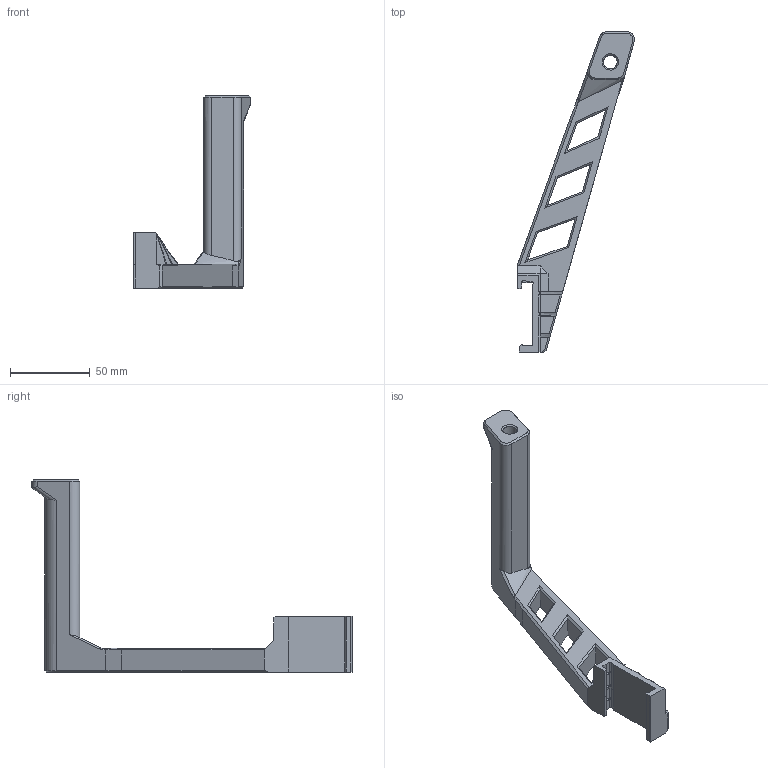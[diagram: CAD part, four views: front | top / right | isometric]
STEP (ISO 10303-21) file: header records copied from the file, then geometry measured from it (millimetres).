
FILE_DESCRIPTION(/* description */ (''),/* implementation_level */ '2;1');
FILE_NAME(/* name */ 'spool_holder.step',/* time_stamp */ '2025-07-28T12:40:07+02:00',/* author */ (''),/* organization */ (''),/* preprocessor_version */ 'ST-DEVELOPER v20.1',/* originating_system */ 'Autodesk Translation Framework v14.10.0.0',/* authorisation */ '');
FILE_SCHEMA (('AUTOMOTIVE_DESIGN { 1 0 10303 214 3 1 1 }'));
Length unit declared in the file: millimetre
Products named in the file (1): MK4_SpoolHolder_M2
Bounding box: 73.36 x 200.94 x 120.6 mm (x, y, z)
Volume: 107651.4 mm3; surface area: 34538.8 mm2
Topology: 1 solids, 3 shells, 218 faces, 565 edges, 356 vertices
Faces by surface type: plane 179, bspline 20, cylinder 19
Full cylindrical faces by diameter (mm): 8.6 x1
Entity records: 7246 total; most frequent: CARTESIAN_POINT 1992, ORIENTED_EDGE 1138, DIRECTION 955, EDGE_CURVE 569, LINE 487, VECTOR 487, VERTEX_POINT 360, AXIS2_PLACEMENT_3D 234
